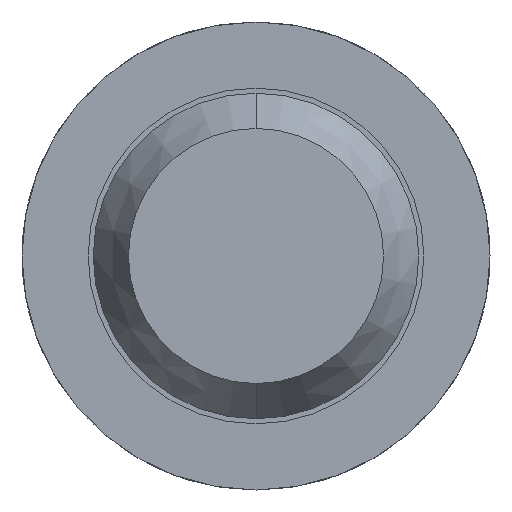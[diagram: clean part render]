
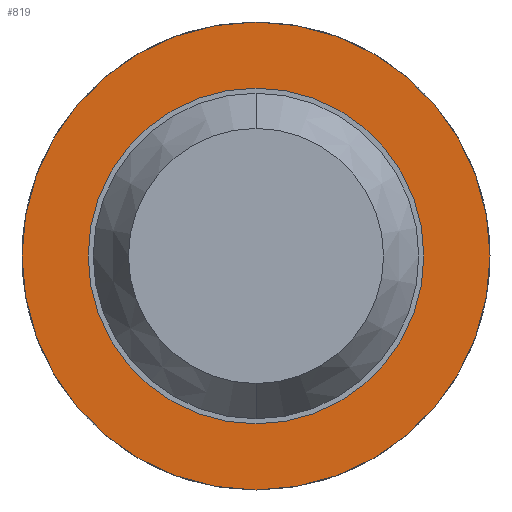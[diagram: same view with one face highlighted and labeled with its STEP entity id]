
A CAD part, front view. The second image highlights one B-rep face of the part: STEP entity #819.
In plain terms, the highlighted planar face has unit normal (0, -1, 0).
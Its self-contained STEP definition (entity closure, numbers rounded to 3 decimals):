
#61 = DIRECTION ( 'NONE',  ( 0., 1., 0. ) ) ;
#228 = DIRECTION ( 'NONE',  ( 0., 1., 0. ) ) ;
#417 = AXIS2_PLACEMENT_3D ( 'NONE', #4065, #1132, #3768 ) ;
#427 = ORIENTED_EDGE ( 'NONE', *, *, #4329, .F. ) ;
#444 = PLANE ( 'NONE',  #417 ) ;
#509 = AXIS2_PLACEMENT_3D ( 'NONE', #685, #1776, #3998 ) ;
#511 = ORIENTED_EDGE ( 'NONE', *, *, #2059, .T. ) ;
#620 = CARTESIAN_POINT ( 'NONE',  ( 0., -1.7, 0. ) ) ;
#685 = CARTESIAN_POINT ( 'NONE',  ( 0., -1.7, 0. ) ) ;
#696 = EDGE_CURVE ( 'Defeature ausgef�hrt3_14+Defeature ausgef�hrt3_13+Defeature ausgef�hrt3_13+Defeature ausgef�hrt3_13', #3110, #1866, #3985, .T. ) ;
#819 = ADVANCED_FACE ( 'Defeature ausgef�hrt3_14', ( #2144, #1147 ), #444, .F. ) ;
#880 = VERTEX_POINT ( 'NONE', #3454 ) ;
#892 = DIRECTION ( 'NONE',  ( 0., 0., 1. ) ) ;
#1036 = EDGE_LOOP ( 'NONE', ( #427, #3068 ) ) ;
#1112 = CARTESIAN_POINT ( 'NONE',  ( 0., -1.7, -0.825 ) ) ;
#1132 = DIRECTION ( 'NONE',  ( 0., 1., 0. ) ) ;
#1147 = FACE_BOUND ( 'NONE', #2503, .T. ) ;
#1447 = AXIS2_PLACEMENT_3D ( 'NONE', #2813, #4673, #2462 ) ;
#1776 = DIRECTION ( 'NONE',  ( 0., 1., 0. ) ) ;
#1822 = CIRCLE ( 'NONE', #4469, 1.15 ) ;
#1842 = ORIENTED_EDGE ( 'NONE', *, *, #696, .T. ) ;
#1866 = VERTEX_POINT ( 'NONE', #1112 ) ;
#2059 = EDGE_CURVE ( 'Defeature ausgef�hrt3_14+Defeature ausgef�hrt3_13+Defeature ausgef�hrt3_13+Defeature ausgef�hrt3_13', #1866, #3110, #3487, .T. ) ;
#2073 = DIRECTION ( 'NONE',  ( 0., 0., 1. ) ) ;
#2123 = VERTEX_POINT ( 'NONE', #4454 ) ;
#2144 = FACE_OUTER_BOUND ( 'NONE', #1036, .T. ) ;
#2462 = DIRECTION ( 'NONE',  ( 0., 0., 1. ) ) ;
#2503 = EDGE_LOOP ( 'NONE', ( #1842, #511 ) ) ;
#2813 = CARTESIAN_POINT ( 'NONE',  ( 0., -1.7, 0. ) ) ;
#3068 = ORIENTED_EDGE ( 'NONE', *, *, #4411, .F. ) ;
#3110 = VERTEX_POINT ( 'NONE', #4392 ) ;
#3372 = CARTESIAN_POINT ( 'NONE',  ( 0., -1.7, 0. ) ) ;
#3454 = CARTESIAN_POINT ( 'NONE',  ( 0., -1.7, -1.15 ) ) ;
#3487 = CIRCLE ( 'NONE', #3531, 0.825 ) ;
#3531 = AXIS2_PLACEMENT_3D ( 'NONE', #3372, #61, #892 ) ;
#3768 = DIRECTION ( 'NONE',  ( 0., 0., 1. ) ) ;
#3841 = CIRCLE ( 'NONE', #1447, 1.15 ) ;
#3985 = CIRCLE ( 'NONE', #509, 0.825 ) ;
#3998 = DIRECTION ( 'NONE',  ( 0., 0., 1. ) ) ;
#4065 = CARTESIAN_POINT ( 'NONE',  ( 0.825, -1.7, 0. ) ) ;
#4329 = EDGE_CURVE ( 'Defeature ausgef�hrt3_10+Defeature ausgef�hrt3_14+Defeature ausgef�hrt3_14+Defeature ausgef�hrt3_14', #2123, #880, #1822, .T. ) ;
#4392 = CARTESIAN_POINT ( 'NONE',  ( 0., -1.7, 0.825 ) ) ;
#4411 = EDGE_CURVE ( 'Defeature ausgef�hrt3_10+Defeature ausgef�hrt3_14+Defeature ausgef�hrt3_14+Defeature ausgef�hrt3_14', #880, #2123, #3841, .T. ) ;
#4454 = CARTESIAN_POINT ( 'NONE',  ( 0., -1.7, 1.15 ) ) ;
#4469 = AXIS2_PLACEMENT_3D ( 'NONE', #620, #228, #2073 ) ;
#4673 = DIRECTION ( 'NONE',  ( 0., 1., 0. ) ) ;
